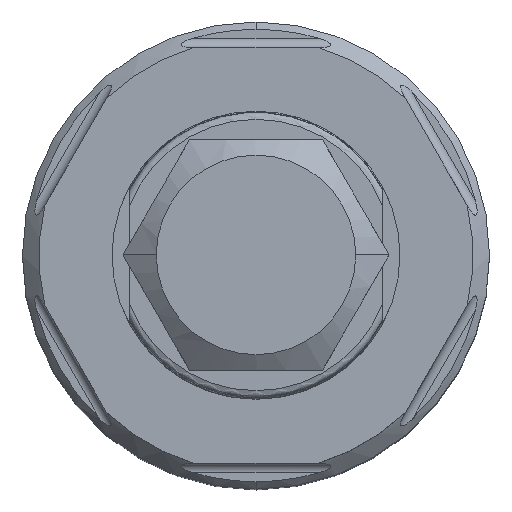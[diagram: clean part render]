
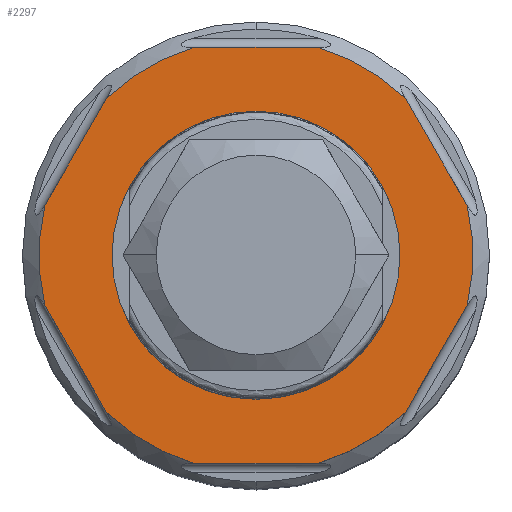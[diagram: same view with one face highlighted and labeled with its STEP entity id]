
A CAD part, top view. The second image highlights one B-rep face of the part: STEP entity #2297.
In plain terms, the highlighted planar face has unit normal (0, 0, 1).
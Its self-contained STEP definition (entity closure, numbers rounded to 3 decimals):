
#432=CARTESIAN_POINT('',(0.,0.,42.62));
#433=DIRECTION('',(0.,0.,1.));
#434=DIRECTION('',(-0.286,0.958,0.));
#435=AXIS2_PLACEMENT_3D('',#432,#433,#434);
#437=DIRECTION('',(1.,0.,0.));
#438=VECTOR('',#437,6.855);
#439=CARTESIAN_POINT('',(-3.428,11.462,42.62));
#440=LINE('',#439,#438);
#441=CARTESIAN_POINT('',(0.,0.,42.62));
#442=DIRECTION('',(0.,0.,1.));
#443=DIRECTION('',(0.686,0.727,0.));
#444=AXIS2_PLACEMENT_3D('',#441,#442,#443);
#446=DIRECTION('',(-0.5,0.866,0.));
#447=VECTOR('',#446,6.855);
#448=CARTESIAN_POINT('',(11.64,2.763,42.62));
#449=LINE('',#448,#447);
#450=CARTESIAN_POINT('',(0.,0.,42.62));
#451=DIRECTION('',(0.,0.,1.));
#452=DIRECTION('',(0.973,-0.231,0.));
#453=AXIS2_PLACEMENT_3D('',#450,#451,#452);
#455=DIRECTION('',(-0.5,-0.866,0.));
#456=VECTOR('',#455,6.855);
#457=CARTESIAN_POINT('',(11.64,-2.763,42.62));
#458=LINE('',#457,#456);
#459=CARTESIAN_POINT('',(0.,0.,42.62));
#460=DIRECTION('',(0.,0.,1.));
#461=DIRECTION('',(0.286,-0.958,0.));
#462=AXIS2_PLACEMENT_3D('',#459,#460,#461);
#464=DIRECTION('',(1.,0.,0.));
#465=VECTOR('',#464,6.855);
#466=CARTESIAN_POINT('',(-3.428,-11.462,42.62));
#467=LINE('',#466,#465);
#468=CARTESIAN_POINT('',(0.,0.,42.62));
#469=DIRECTION('',(0.,0.,1.));
#470=DIRECTION('',(-0.686,-0.727,0.));
#471=AXIS2_PLACEMENT_3D('',#468,#469,#470);
#473=DIRECTION('',(0.5,-0.866,0.));
#474=VECTOR('',#473,6.855);
#475=CARTESIAN_POINT('',(-11.64,-2.763,42.62));
#476=LINE('',#475,#474);
#477=CARTESIAN_POINT('',(0.,0.,42.62));
#478=DIRECTION('',(0.,0.,1.));
#479=DIRECTION('',(-0.973,0.231,0.));
#480=AXIS2_PLACEMENT_3D('',#477,#478,#479);
#482=DIRECTION('',(0.5,0.866,0.));
#483=VECTOR('',#482,6.855);
#484=CARTESIAN_POINT('',(-11.64,2.763,42.62));
#485=LINE('',#484,#483);
#486=CARTESIAN_POINT('',(0.,0.,42.62));
#487=DIRECTION('',(0.,0.,-1.));
#488=DIRECTION('',(0.,1.,0.));
#489=AXIS2_PLACEMENT_3D('',#486,#487,#488);
#491=CARTESIAN_POINT('',(0.,0.,42.62));
#492=DIRECTION('',(0.,0.,-1.));
#493=DIRECTION('',(0.,-1.,0.));
#494=AXIS2_PLACEMENT_3D('',#491,#492,#493);
#1686=CARTESIAN_POINT('',(-3.428,11.462,42.62));
#1687=CARTESIAN_POINT('',(-8.213,8.699,42.62));
#1688=VERTEX_POINT('',#1686);
#1689=VERTEX_POINT('',#1687);
#1690=CARTESIAN_POINT('',(3.428,-11.462,42.62));
#1691=CARTESIAN_POINT('',(8.213,-8.699,42.62));
#1692=VERTEX_POINT('',#1690);
#1693=VERTEX_POINT('',#1691);
#1722=CARTESIAN_POINT('',(-11.64,2.763,42.62));
#1723=CARTESIAN_POINT('',(-11.64,-2.763,42.62));
#1724=VERTEX_POINT('',#1722);
#1725=VERTEX_POINT('',#1723);
#1726=CARTESIAN_POINT('',(-8.213,-8.699,42.62));
#1727=CARTESIAN_POINT('',(-3.428,-11.462,42.62));
#1728=VERTEX_POINT('',#1726);
#1729=VERTEX_POINT('',#1727);
#1730=CARTESIAN_POINT('',(11.64,-2.763,42.62));
#1731=CARTESIAN_POINT('',(11.64,2.763,42.62));
#1732=VERTEX_POINT('',#1730);
#1733=VERTEX_POINT('',#1731);
#1734=CARTESIAN_POINT('',(8.213,8.699,42.62));
#1735=CARTESIAN_POINT('',(3.428,11.462,42.62));
#1736=VERTEX_POINT('',#1734);
#1737=VERTEX_POINT('',#1735);
#1834=CARTESIAN_POINT('',(0.,7.938,42.62));
#1835=CARTESIAN_POINT('',(0.,-7.938,42.62));
#1836=VERTEX_POINT('',#1834);
#1837=VERTEX_POINT('',#1835);
#2262=CARTESIAN_POINT('',(0.,0.,42.62));
#2263=DIRECTION('',(0.,0.,1.));
#2264=DIRECTION('',(1.,0.,0.));
#2265=AXIS2_PLACEMENT_3D('',#2262,#2263,#2264);
#2266=PLANE('',#2265);
#2268=ORIENTED_EDGE('',*,*,#2267,.F.);
#2270=ORIENTED_EDGE('',*,*,#2269,.T.);
#2272=ORIENTED_EDGE('',*,*,#2271,.F.);
#2274=ORIENTED_EDGE('',*,*,#2273,.F.);
#2276=ORIENTED_EDGE('',*,*,#2275,.F.);
#2278=ORIENTED_EDGE('',*,*,#2277,.T.);
#2280=ORIENTED_EDGE('',*,*,#2279,.F.);
#2282=ORIENTED_EDGE('',*,*,#2281,.F.);
#2284=ORIENTED_EDGE('',*,*,#2283,.F.);
#2286=ORIENTED_EDGE('',*,*,#2285,.F.);
#2288=ORIENTED_EDGE('',*,*,#2287,.F.);
#2290=ORIENTED_EDGE('',*,*,#2289,.T.);
#2291=EDGE_LOOP('',(#2268,#2270,#2272,#2274,#2276,#2278,#2280,#2282,#2284,#2286,
#2288,#2290));
#2292=FACE_OUTER_BOUND('',#2291,.F.);
#2293=ORIENTED_EDGE('',*,*,#2176,.F.);
#2294=ORIENTED_EDGE('',*,*,#2236,.F.);
#2295=EDGE_LOOP('',(#2293,#2294));
#2296=FACE_BOUND('',#2295,.F.);
#2297=ADVANCED_FACE('',(#2292,#2296),#2266,.T.);
#436=CIRCLE('',#435,11.964);
#445=CIRCLE('',#444,11.964);
#454=CIRCLE('',#453,11.964);
#463=CIRCLE('',#462,11.964);
#472=CIRCLE('',#471,11.964);
#481=CIRCLE('',#480,11.964);
#490=CIRCLE('',#489,7.938);
#495=CIRCLE('',#494,7.938);
#2176=EDGE_CURVE('',#1836,#1837,#490,.T.);
#2236=EDGE_CURVE('',#1837,#1836,#495,.T.);
#2267=EDGE_CURVE('',#1688,#1689,#436,.T.);
#2269=EDGE_CURVE('',#1688,#1737,#440,.T.);
#2271=EDGE_CURVE('',#1736,#1737,#445,.T.);
#2273=EDGE_CURVE('',#1733,#1736,#449,.T.);
#2275=EDGE_CURVE('',#1732,#1733,#454,.T.);
#2277=EDGE_CURVE('',#1732,#1693,#458,.T.);
#2279=EDGE_CURVE('',#1692,#1693,#463,.T.);
#2281=EDGE_CURVE('',#1729,#1692,#467,.T.);
#2283=EDGE_CURVE('',#1728,#1729,#472,.T.);
#2285=EDGE_CURVE('',#1725,#1728,#476,.T.);
#2287=EDGE_CURVE('',#1724,#1725,#481,.T.);
#2289=EDGE_CURVE('',#1724,#1689,#485,.T.);
